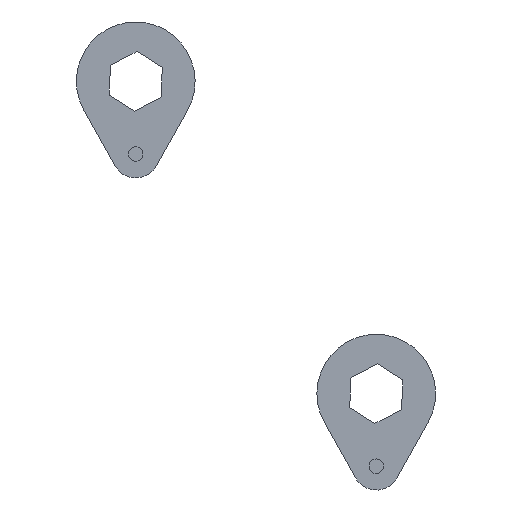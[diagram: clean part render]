
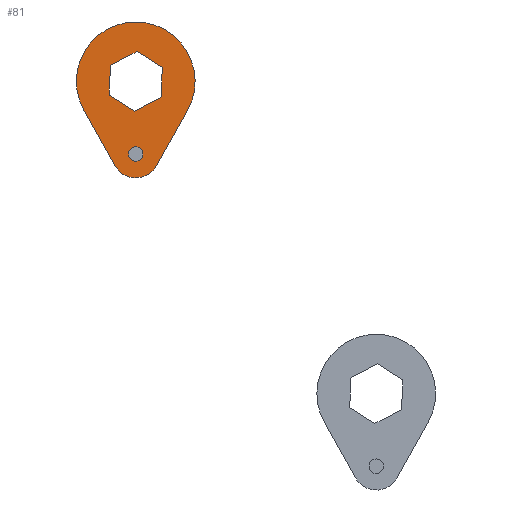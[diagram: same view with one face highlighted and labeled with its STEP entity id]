
A CAD part, left-side view. The second image highlights one B-rep face of the part: STEP entity #81.
In plain terms, the highlighted planar face has unit normal (-1, 0, 0).
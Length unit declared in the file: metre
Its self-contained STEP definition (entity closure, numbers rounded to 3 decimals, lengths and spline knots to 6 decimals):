
#81 = ADVANCED_FACE( '', ( #185, #186, #187 ), #188, .F. );
#185 = FACE_BOUND( '', #313, .T. );
#186 = FACE_OUTER_BOUND( '', #314, .T. );
#187 = FACE_BOUND( '', #315, .T. );
#188 = PLANE( '', #316 );
#313 = EDGE_LOOP( '', ( #473 ) );
#314 = EDGE_LOOP( '', ( #474, #475, #476, #477 ) );
#315 = EDGE_LOOP( '', ( #478, #479, #480, #481, #482, #483 ) );
#316 = AXIS2_PLACEMENT_3D( '', #484, #485, #486 );
#473 = ORIENTED_EDGE( '', *, *, #707, .T. );
#474 = ORIENTED_EDGE( '', *, *, #716, .F. );
#475 = ORIENTED_EDGE( '', *, *, #717, .T. );
#476 = ORIENTED_EDGE( '', *, *, #718, .F. );
#477 = ORIENTED_EDGE( '', *, *, #719, .F. );
#478 = ORIENTED_EDGE( '', *, *, #720, .T. );
#479 = ORIENTED_EDGE( '', *, *, #721, .T. );
#480 = ORIENTED_EDGE( '', *, *, #722, .T. );
#481 = ORIENTED_EDGE( '', *, *, #723, .T. );
#482 = ORIENTED_EDGE( '', *, *, #711, .T. );
#483 = ORIENTED_EDGE( '', *, *, #724, .T. );
#484 = CARTESIAN_POINT( '', ( 0.158526, 1.55526, 1.302392 ) );
#485 = DIRECTION( '', ( 1., 0., 0. ) );
#486 = DIRECTION( '', ( 0., 1., 0. ) );
#707 = EDGE_CURVE( '', #835, #835, #836, .T. );
#711 = EDGE_CURVE( '', #841, #842, #843, .T. );
#716 = EDGE_CURVE( '', #850, #851, #852, .T. );
#717 = EDGE_CURVE( '', #850, #853, #854, .T. );
#718 = EDGE_CURVE( '', #855, #853, #856, .T. );
#719 = EDGE_CURVE( '', #851, #855, #857, .T. );
#720 = EDGE_CURVE( '', #858, #859, #860, .T. );
#721 = EDGE_CURVE( '', #859, #861, #862, .T. );
#722 = EDGE_CURVE( '', #861, #863, #864, .T. );
#723 = EDGE_CURVE( '', #863, #841, #865, .T. );
#724 = EDGE_CURVE( '', #842, #858, #866, .T. );
#835 = VERTEX_POINT( '', #1009 );
#836 = CIRCLE( '', #1010, 0.004445 );
#841 = VERTEX_POINT( '', #1015 );
#842 = VERTEX_POINT( '', #1016 );
#843 = LINE( '', #1017, #1018 );
#850 = VERTEX_POINT( '', #1028 );
#851 = VERTEX_POINT( '', #1029 );
#852 = CIRCLE( '', #1030, 0.014605 );
#853 = VERTEX_POINT( '', #1031 );
#854 = LINE( '', #1032, #1033 );
#855 = VERTEX_POINT( '', #1034 );
#856 = CIRCLE( '', #1035, 0.03635 );
#857 = LINE( '', #1036, #1037 );
#858 = VERTEX_POINT( '', #1038 );
#859 = VERTEX_POINT( '', #1039 );
#860 = LINE( '', #1040, #1041 );
#861 = VERTEX_POINT( '', #1042 );
#862 = LINE( '', #1043, #1044 );
#863 = VERTEX_POINT( '', #1045 );
#864 = LINE( '', #1046, #1047 );
#865 = LINE( '', #1048, #1049 );
#866 = LINE( '', #1050, #1051 );
#1009 = CARTESIAN_POINT( '', ( 0.158526, 1.559705, 1.269295 ) );
#1010 = AXIS2_PLACEMENT_3D( '', #1180, #1181, #1182 );
#1015 = CARTESIAN_POINT( '', ( 0.158526, 1.556082, 1.295432 ) );
#1016 = CARTESIAN_POINT( '', ( 0.158526, 1.57153, 1.305301 ) );
#1017 = CARTESIAN_POINT( '', ( 0.158526, 1.563806, 1.300367 ) );
#1018 = VECTOR( '', #1186, 1. );
#1028 = CARTESIAN_POINT( '', ( 0.158526, 1.542522, 1.26215 ) );
#1029 = CARTESIAN_POINT( '', ( 0.158526, 1.567998, 1.26215 ) );
#1030 = AXIS2_PLACEMENT_3D( '', #1190, #1191, #1192 );
#1031 = CARTESIAN_POINT( '', ( 0.158526, 1.523556, 1.295962 ) );
#1032 = CARTESIAN_POINT( '', ( 0.158526, 1.533039, 1.279056 ) );
#1033 = VECTOR( '', #1193, 1. );
#1034 = CARTESIAN_POINT( '', ( 0.158526, 1.586963, 1.295962 ) );
#1035 = AXIS2_PLACEMENT_3D( '', #1194, #1195, #1196 );
#1036 = CARTESIAN_POINT( '', ( 0.158526, 1.577481, 1.279056 ) );
#1037 = VECTOR( '', #1197, 1. );
#1038 = CARTESIAN_POINT( '', ( 0.158526, 1.570707, 1.323613 ) );
#1039 = CARTESIAN_POINT( '', ( 0.158526, 1.554437, 1.332057 ) );
#1040 = CARTESIAN_POINT( '', ( 0.158526, 1.562572, 1.327835 ) );
#1041 = VECTOR( '', #1198, 1. );
#1042 = CARTESIAN_POINT( '', ( 0.158526, 1.538989, 1.322188 ) );
#1043 = CARTESIAN_POINT( '', ( 0.158526, 1.546713, 1.327123 ) );
#1044 = VECTOR( '', #1199, 1. );
#1045 = CARTESIAN_POINT( '', ( 0.158526, 1.539812, 1.303876 ) );
#1046 = CARTESIAN_POINT( '', ( 0.158526, 1.539401, 1.313032 ) );
#1047 = VECTOR( '', #1200, 1. );
#1048 = CARTESIAN_POINT( '', ( 0.158526, 1.547947, 1.299654 ) );
#1049 = VECTOR( '', #1201, 1. );
#1050 = CARTESIAN_POINT( '', ( 0.158526, 1.571119, 1.314457 ) );
#1051 = VECTOR( '', #1202, 1. );
#1180 = CARTESIAN_POINT( '', ( 0.158526, 1.55526, 1.269295 ) );
#1181 = DIRECTION( '', ( 1., 0., 0. ) );
#1182 = DIRECTION( '', ( 0., 1., 0. ) );
#1186 = DIRECTION( '', ( 0., 0.843, 0.538 ) );
#1190 = CARTESIAN_POINT( '', ( 0.158526, 1.55526, 1.269295 ) );
#1191 = DIRECTION( '', ( 1., 0., 0. ) );
#1192 = DIRECTION( '', ( 0., 1., 0. ) );
#1193 = DIRECTION( '', ( 0., -0.489, 0.872 ) );
#1194 = CARTESIAN_POINT( '', ( 0.158526, 1.55526, 1.313745 ) );
#1195 = DIRECTION( '', ( 1., 0., 0. ) );
#1196 = DIRECTION( '', ( 0., 1., 0. ) );
#1197 = DIRECTION( '', ( 0., 0.489, 0.872 ) );
#1198 = DIRECTION( '', ( 0., -0.888, 0.461 ) );
#1199 = DIRECTION( '', ( 0., -0.843, -0.538 ) );
#1200 = DIRECTION( '', ( 0., 0.045, -0.999 ) );
#1201 = DIRECTION( '', ( 0., 0.888, -0.461 ) );
#1202 = DIRECTION( '', ( 0., -0.045, 0.999 ) );
